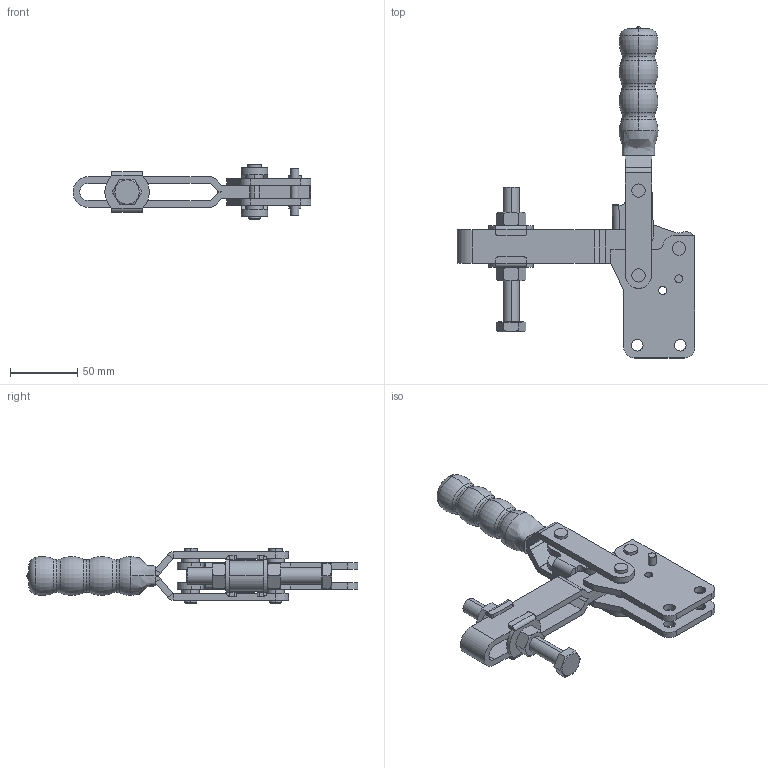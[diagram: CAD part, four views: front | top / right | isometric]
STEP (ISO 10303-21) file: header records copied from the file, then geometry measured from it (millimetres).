
FILE_DESCRIPTION (( 'STEP AP214' ), '1' );
FILE_NAME ('GH-14501-B(Â²¤Æ)-1.STEP', '2020-03-23T06:47:51', ( 'LinWei' ), ( '' ), 'SwSTEP 2.0', 'SolidWorks 2016', '' );
FILE_SCHEMA (( 'AUTOMOTIVE_DESIGN' ));
Length unit declared in the file: millimetre
Products named in the file (7): Group6^GH-14501-B(簡化)-1; Group2^GH-14501-B(簡化)-1; Group5^GH-14501-B(簡化)-1; Group3^GH-14501-B(簡化)-1; Group1^GH-14501-B(簡化)-1; Group4^GH-14501-B(簡化)-1; GH-14501-B(簡化)-1
Assembly tree (6 placements, depth 2):
  GH-14501-B(簡化)-1
    Group4^GH-14501-B(簡化)-1
    Group1^GH-14501-B(簡化)-1
    Group3^GH-14501-B(簡化)-1
    Group5^GH-14501-B(簡化)-1
    Group2^GH-14501-B(簡化)-1
    Group6^GH-14501-B(簡化)-1
Bounding box: 177 x 246.9 x 41 mm (x, y, z)
Volume: 204121.8 mm3; surface area: 80319.5 mm2
Topology: 7 solids, 7 shells, 658 faces, 1672 edges, 1072 vertices
Faces by surface type: plane 292, cylinder 173, bspline 125, cone 40, torus 26, sphere 2
Entity records: 26304 total; most frequent: CARTESIAN_POINT 9289, ORIENTED_EDGE 3344, DIRECTION 2859, EDGE_CURVE 1672, VERTEX_POINT 1072, AXIS2_PLACEMENT_3D 969, VECTOR 921, LINE 921
